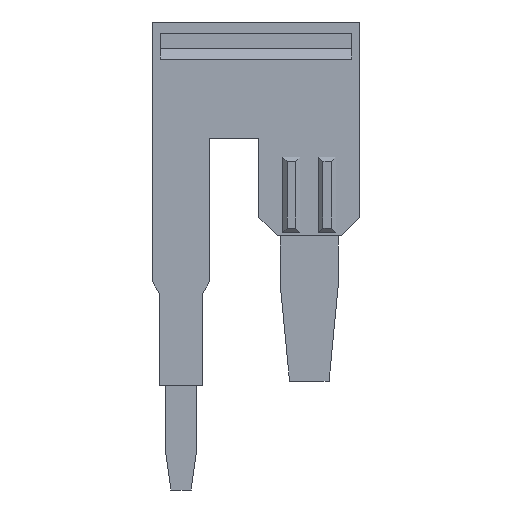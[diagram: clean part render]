
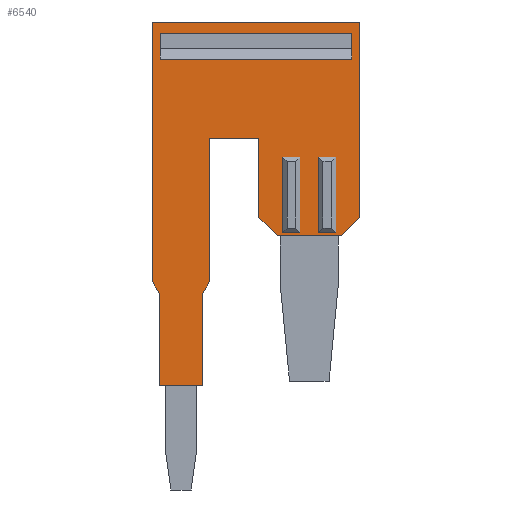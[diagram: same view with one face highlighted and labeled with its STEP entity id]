
A CAD part, front view. The second image highlights one B-rep face of the part: STEP entity #6540.
In plain terms, the highlighted face is planar.
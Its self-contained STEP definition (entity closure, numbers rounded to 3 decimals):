
#1700=CARTESIAN_POINT('',(2.607,-27.725,
47.24));
#1710=VERTEX_POINT('',#1700);
#1740=CARTESIAN_POINT('',(2.607,-27.725,47.075))
;
#1750=DIRECTION('',(0.,0.,-1.));
#1760=VECTOR('',#1750,1.);
#1770=LINE('',#1740,#1760);
#1780=CARTESIAN_POINT('',(2.607,-27.725,
51.04));
#1790=VERTEX_POINT('',#1780);
#1800=EDGE_CURVE('',#1790,#1710,#1770,.T.);
#4250=CARTESIAN_POINT('',(2.607,-12.305,51.04))
;
#4260=DIRECTION('',(0.,-1.,0.));
#4270=VECTOR('',#4260,1.);
#4280=LINE('',#4250,#4270);
#4290=CARTESIAN_POINT('',(2.607,-19.675,
51.04));
#4300=VERTEX_POINT('',#4290);
#4310=EDGE_CURVE('',#4300,#1790,#4280,.T.);
#4490=CARTESIAN_POINT('',(2.607,-3.905,
58.38));
#4500=DIRECTION('',(1.,0.,0.));
#4510=DIRECTION('',(0.,1.,0.));
#4520=AXIS2_PLACEMENT_3D('',#4490,#4500,#4510);
#4530=PLANE('',#4520);
#4540=ORIENTED_EDGE('',*,*,#4310,.F.);
#4550=ORIENTED_EDGE('',*,*,#1800,.F.);
#4560=CARTESIAN_POINT('',(2.607,-12.305,47.24))
;
#4570=DIRECTION('',(0.,1.,0.));
#4580=VECTOR('',#4570,1.);
#4590=LINE('',#4560,#4580);
#4600=CARTESIAN_POINT('',(2.607,-19.675,
47.24));
#4610=VERTEX_POINT('',#4600);
#4620=EDGE_CURVE('',#1710,#4610,#4590,.T.);
#4630=ORIENTED_EDGE('',*,*,#4620,.F.);
#4640=CARTESIAN_POINT('',(2.607,-12.305,42.985))
;
#4650=DIRECTION('',(0.,0.866,
-0.5));
#4660=VECTOR('',#4650,1.);
#4670=LINE('',#4640,#4660);
#4680=CARTESIAN_POINT('',(2.607,-18.636,
46.64));
#4690=VERTEX_POINT('',#4680);
#4700=EDGE_CURVE('',#4610,#4690,#4670,.T.);
#4710=ORIENTED_EDGE('',*,*,#4700,.F.);
#4720=CARTESIAN_POINT('',(2.607,-12.305,46.64))
;
#4730=DIRECTION('',(0.,-1.,0.));
#4740=VECTOR('',#4730,1.);
#4750=LINE('',#4720,#4740);
#4760=CARTESIAN_POINT('',(2.607,4.075,
46.64));
#4770=VERTEX_POINT('',#4760);
#4780=EDGE_CURVE('',#4770,#4690,#4750,.T.);
#4790=ORIENTED_EDGE('',*,*,#4780,.T.);
#4800=CARTESIAN_POINT('',(2.607,4.075,47.075));
#4810=DIRECTION('',(0.,0.,1.));
#4820=VECTOR('',#4810,1.);
#4830=LINE('',#4800,#4820);
#4840=CARTESIAN_POINT('',(2.607,4.075,
64.76));
#4850=VERTEX_POINT('',#4840);
#4860=EDGE_CURVE('',#4770,#4850,#4830,.T.);
#4870=ORIENTED_EDGE('',*,*,#4860,.F.);
#4880=CARTESIAN_POINT('',(2.607,-12.305,64.76))
;
#4890=DIRECTION('',(0.,-1.,0.));
#4900=VECTOR('',#4890,1.);
#4910=LINE('',#4880,#4900);
#4920=CARTESIAN_POINT('',(2.607,-13.042,
64.76));
#4930=VERTEX_POINT('',#4920);
#4940=EDGE_CURVE('',#4850,#4930,#4910,.T.);
#4950=ORIENTED_EDGE('',*,*,#4940,.F.);
#4960=CARTESIAN_POINT('',(2.607,-12.305,65.497))
;
#4970=DIRECTION('',(0.,-0.707,-0.707));
#4980=VECTOR('',#4970,1.);
#4990=LINE('',#4960,#4980);
#5000=CARTESIAN_POINT('',(2.607,-14.625,
63.177));
#5010=VERTEX_POINT('',#5000);
#5020=EDGE_CURVE('',#4930,#5010,#4990,.T.);
#5030=ORIENTED_EDGE('',*,*,#5020,.F.);
#5040=CARTESIAN_POINT('',(2.607,-14.625,47.075))
;
#5050=DIRECTION('',(0.,0.,-1.));
#5060=VECTOR('',#5050,1.);
#5070=LINE('',#5040,#5060);
#5080=CARTESIAN_POINT('',(2.607,-14.625,
57.543));
#5090=VERTEX_POINT('',#5080);
#5100=EDGE_CURVE('',#5010,#5090,#5070,.T.);
#5110=ORIENTED_EDGE('',*,*,#5100,.F.);
#5120=CARTESIAN_POINT('',(2.607,-4.157,47.075));
#5130=DIRECTION('',(0.,0.707,-0.707));
#5140=VECTOR('',#5130,1.);
#5150=LINE('',#5120,#5140);
#5160=CARTESIAN_POINT('',(2.607,-13.042,
55.96));
#5170=VERTEX_POINT('',#5160);
#5180=EDGE_CURVE('',#5090,#5170,#5150,.T.);
#5190=ORIENTED_EDGE('',*,*,#5180,.F.);
#5200=CARTESIAN_POINT('',(2.607,-12.305,55.96))
;
#5210=DIRECTION('',(0.,1.,0.));
#5220=VECTOR('',#5210,1.);
#5230=LINE('',#5200,#5220);
#5240=CARTESIAN_POINT('',(2.607,-6.075,
55.96));
#5250=VERTEX_POINT('',#5240);
#5260=EDGE_CURVE('',#5170,#5250,#5230,.T.);
#5270=ORIENTED_EDGE('',*,*,#5260,.F.);
#5280=CARTESIAN_POINT('',(2.607,-6.075,47.075))
;
#5290=DIRECTION('',(0.,0.,-1.));
#5300=VECTOR('',#5290,1.);
#5310=LINE('',#5280,#5300);
#5320=CARTESIAN_POINT('',(2.607,-6.075,
51.64));
#5330=VERTEX_POINT('',#5320);
#5340=EDGE_CURVE('',#5250,#5330,#5310,.T.);
#5350=ORIENTED_EDGE('',*,*,#5340,.F.);
#5360=CARTESIAN_POINT('',(2.607,-12.305,51.64))
;
#5370=DIRECTION('',(0.,-1.,0.));
#5380=VECTOR('',#5370,1.);
#5390=LINE('',#5360,#5380);
#5400=CARTESIAN_POINT('',(2.607,-18.636,
51.64));
#5410=VERTEX_POINT('',#5400);
#5420=EDGE_CURVE('',#5330,#5410,#5390,.T.);
#5430=ORIENTED_EDGE('',*,*,#5420,.F.);
#5440=CARTESIAN_POINT('',(2.607,-12.305,55.295));
#5450=DIRECTION('',(0.,-0.866,-0.5));
#5460=VECTOR('',#5450,1.);
#5470=LINE('',#5440,#5460);
#5480=EDGE_CURVE('',#5410,#4300,#5470,.T.);
#5490=ORIENTED_EDGE('',*,*,#5480,.F.);
#5500=EDGE_LOOP('',(#5490,#5430,#5350,#5270,#5190,#5110,#5030,#4950,
#4870,#4790,#4710,#4630,#4550,#4540));
#5510=FACE_OUTER_BOUND('',#5500,.T.);
#5520=CARTESIAN_POINT('',(2.607,-7.75,47.075))
;
#5530=DIRECTION('',(0.,0.,1.));
#5540=VECTOR('',#5530,1.);
#5550=LINE('',#5520,#5540);
#5560=CARTESIAN_POINT('',(2.607,-7.75,
58.043));
#5570=VERTEX_POINT('',#5560);
#5580=CARTESIAN_POINT('',(2.607,-7.75,
59.543));
#5590=VERTEX_POINT('',#5580);
#5600=EDGE_CURVE('',#5570,#5590,#5550,.T.);
#5610=ORIENTED_EDGE('',*,*,#5600,.T.);
#5620=CARTESIAN_POINT('',(2.607,-12.305,58.043))
;
#5630=DIRECTION('',(0.,-1.,0.));
#5640=VECTOR('',#5630,1.);
#5650=LINE('',#5620,#5640);
#5660=CARTESIAN_POINT('',(2.607,-14.324,
58.043));
#5670=VERTEX_POINT('',#5660);
#5680=EDGE_CURVE('',#5570,#5670,#5650,.T.);
#5690=ORIENTED_EDGE('',*,*,#5680,.F.);
#5700=CARTESIAN_POINT('',(2.607,-14.324,47.075))
;
#5710=DIRECTION('',(0.,0.,-1.));
#5720=VECTOR('',#5710,1.);
#5730=LINE('',#5700,#5720);
#5740=CARTESIAN_POINT('',(2.607,-14.324,
59.543));
#5750=VERTEX_POINT('',#5740);
#5760=EDGE_CURVE('',#5750,#5670,#5730,.T.);
#5770=ORIENTED_EDGE('',*,*,#5760,.T.);
#5780=CARTESIAN_POINT('',(2.607,-12.305,59.543))
;
#5790=DIRECTION('',(0.,-1.,0.));
#5800=VECTOR('',#5790,1.);
#5810=LINE('',#5780,#5800);
#5820=EDGE_CURVE('',#5590,#5750,#5810,.T.);
#5830=ORIENTED_EDGE('',*,*,#5820,.T.);
#5840=EDGE_LOOP('',(#5830,#5770,#5690,#5610));
#5850=FACE_BOUND('',#5840,.T.);
#5860=CARTESIAN_POINT('',(2.607,-14.324,47.075))
;
#5870=DIRECTION('',(0.,0.,-1.));
#5880=VECTOR('',#5870,1.);
#5890=LINE('',#5860,#5880);
#5900=CARTESIAN_POINT('',(2.607,-14.324,
62.677));
#5910=VERTEX_POINT('',#5900);
#5920=CARTESIAN_POINT('',(2.607,-14.324,
61.177));
#5930=VERTEX_POINT('',#5920);
#5940=EDGE_CURVE('',#5910,#5930,#5890,.T.);
#5950=ORIENTED_EDGE('',*,*,#5940,.T.);
#5960=CARTESIAN_POINT('',(2.607,-12.305,62.677))
;
#5970=DIRECTION('',(0.,-1.,0.));
#5980=VECTOR('',#5970,1.);
#5990=LINE('',#5960,#5980);
#6000=CARTESIAN_POINT('',(2.607,-7.75,
62.677));
#6010=VERTEX_POINT('',#6000);
#6020=EDGE_CURVE('',#6010,#5910,#5990,.T.);
#6030=ORIENTED_EDGE('',*,*,#6020,.T.);
#6040=CARTESIAN_POINT('',(2.607,-7.75,47.075))
;
#6050=DIRECTION('',(0.,0.,1.));
#6060=VECTOR('',#6050,1.);
#6070=LINE('',#6040,#6060);
#6080=CARTESIAN_POINT('',(2.607,-7.75,
61.177));
#6090=VERTEX_POINT('',#6080);
#6100=EDGE_CURVE('',#6090,#6010,#6070,.T.);
#6110=ORIENTED_EDGE('',*,*,#6100,.T.);
#6120=CARTESIAN_POINT('',(2.607,-12.305,61.177))
;
#6130=DIRECTION('',(0.,-1.,0.));
#6140=VECTOR('',#6130,1.);
#6150=LINE('',#6120,#6140);
#6160=EDGE_CURVE('',#6090,#5930,#6150,.T.);
#6170=ORIENTED_EDGE('',*,*,#6160,.F.);
#6180=EDGE_LOOP('',(#6170,#6110,#6030,#5950));
#6190=FACE_BOUND('',#6180,.T.);
#6200=CARTESIAN_POINT('',(2.607,-12.305,47.34));
#6210=DIRECTION('',(0.,1.,0.));
#6220=VECTOR('',#6210,1.);
#6230=LINE('',#6200,#6220);
#6240=CARTESIAN_POINT('',(2.607,0.833,
47.34));
#6250=VERTEX_POINT('',#6240);
#6260=CARTESIAN_POINT('',(2.607,3.075,
47.34));
#6270=VERTEX_POINT('',#6260);
#6280=EDGE_CURVE('',#6250,#6270,#6230,.T.);
#6290=ORIENTED_EDGE('',*,*,#6280,.T.);
#6300=CARTESIAN_POINT('',(2.607,0.833,47.075))
;
#6310=DIRECTION('',(0.,0.,1.));
#6320=VECTOR('',#6310,1.);
#6330=LINE('',#6300,#6320);
#6340=CARTESIAN_POINT('',(2.607,0.833,
64.06));
#6350=VERTEX_POINT('',#6340);
#6360=EDGE_CURVE('',#6250,#6350,#6330,.T.);
#6370=ORIENTED_EDGE('',*,*,#6360,.F.);
#6380=CARTESIAN_POINT('',(2.607,-12.305,64.06))
;
#6390=DIRECTION('',(0.,-1.,0.));
#6400=VECTOR('',#6390,1.);
#6410=LINE('',#6380,#6400);
#6420=CARTESIAN_POINT('',(2.607,3.075,
64.06));
#6430=VERTEX_POINT('',#6420);
#6440=EDGE_CURVE('',#6430,#6350,#6410,.T.);
#6450=ORIENTED_EDGE('',*,*,#6440,.T.);
#6460=CARTESIAN_POINT('',(2.607,3.075,47.075));
#6470=DIRECTION('',(0.,0.,-1.));
#6480=VECTOR('',#6470,1.);
#6490=LINE('',#6460,#6480);
#6500=EDGE_CURVE('',#6430,#6270,#6490,.T.);
#6510=ORIENTED_EDGE('',*,*,#6500,.F.);
#6520=EDGE_LOOP('',(#6510,#6450,#6370,#6290));
#6530=FACE_BOUND('',#6520,.T.);
#6540=ADVANCED_FACE('',(#5510,#5850,#6190,#6530),#4530,.F.);
